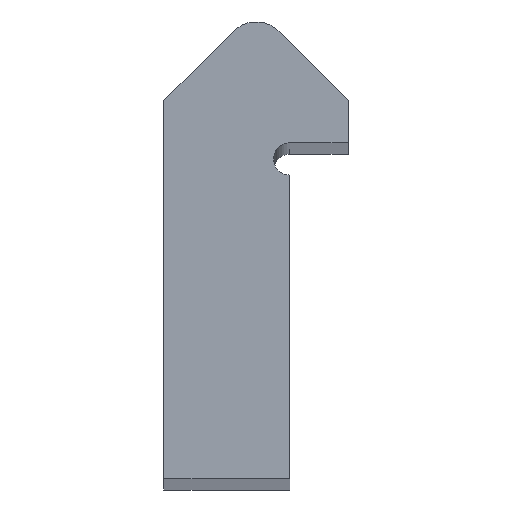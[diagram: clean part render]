
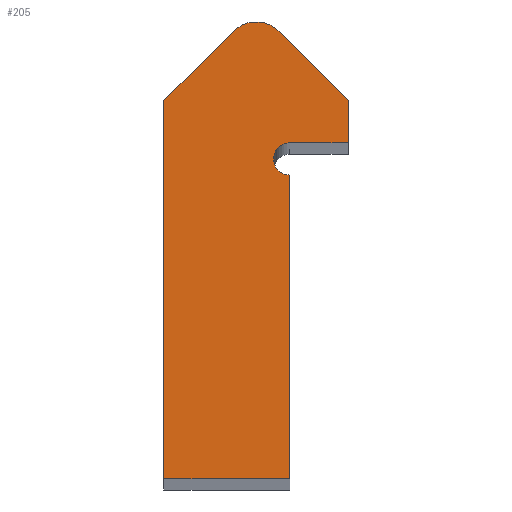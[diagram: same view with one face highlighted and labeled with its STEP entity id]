
A CAD part, top view. The second image highlights one B-rep face of the part: STEP entity #205.
In plain terms, the highlighted planar face has unit normal (0, 0, 1).
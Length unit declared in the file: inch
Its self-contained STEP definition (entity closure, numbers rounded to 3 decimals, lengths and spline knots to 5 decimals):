
#17=CIRCLE('',#214,0.06);
#20=CIRCLE('',#222,0.03);
#29=FACE_OUTER_BOUND('',#40,.T.);
#40=EDGE_LOOP('',(#165,#166,#167,#168,#169,#170,#171,#172,#173));
#45=LINE('',#286,#68);
#51=LINE('',#303,#74);
#59=LINE('',#320,#82);
#61=LINE('',#324,#84);
#63=LINE('',#330,#86);
#64=LINE('',#331,#87);
#65=LINE('',#332,#88);
#68=VECTOR('',#231,0.703);
#74=VECTOR('',#245,0.18183);
#82=VECTOR('',#259,0.234);
#84=VECTOR('',#263,0.565);
#86=VECTOR('',#269,0.109);
#87=VECTOR('',#270,0.079);
#88=VECTOR('',#271,0.18324);
#91=VERTEX_POINT('',#284);
#92=VERTEX_POINT('',#285);
#95=VERTEX_POINT('',#293);
#96=VERTEX_POINT('',#294);
#99=VERTEX_POINT('',#302);
#105=VERTEX_POINT('',#319);
#106=VERTEX_POINT('',#323);
#107=VERTEX_POINT('',#327);
#108=VERTEX_POINT('',#329);
#109=EDGE_CURVE('',#91,#92,#45,.T.);
#113=EDGE_CURVE('',#95,#96,#17,.T.);
#117=EDGE_CURVE('',#99,#95,#51,.T.);
#126=EDGE_CURVE('',#92,#105,#59,.T.);
#128=EDGE_CURVE('',#105,#106,#61,.T.);
#130=EDGE_CURVE('',#107,#106,#20,.T.);
#131=EDGE_CURVE('',#107,#108,#63,.T.);
#132=EDGE_CURVE('',#108,#99,#64,.T.);
#133=EDGE_CURVE('',#96,#91,#65,.T.);
#165=ORIENTED_EDGE('',*,*,#109,.T.);
#166=ORIENTED_EDGE('',*,*,#126,.T.);
#167=ORIENTED_EDGE('',*,*,#128,.T.);
#168=ORIENTED_EDGE('',*,*,#130,.F.);
#169=ORIENTED_EDGE('',*,*,#131,.T.);
#170=ORIENTED_EDGE('',*,*,#132,.T.);
#171=ORIENTED_EDGE('',*,*,#117,.T.);
#172=ORIENTED_EDGE('',*,*,#113,.T.);
#173=ORIENTED_EDGE('',*,*,#133,.T.);
#195=PLANE('',#221);
#205=ADVANCED_FACE('',(#29),#195,.T.);
#214=AXIS2_PLACEMENT_3D('',#295,#237,#238);
#221=AXIS2_PLACEMENT_3D('',#326,#265,#266);
#222=AXIS2_PLACEMENT_3D('',#328,#267,#268);
#231=DIRECTION('',(0.,-1.,0.));
#237=DIRECTION('center_axis',(0.,0.,1.));
#238=DIRECTION('ref_axis',(1.,0.,0.));
#245=DIRECTION('',(-0.707,0.707,0.));
#259=DIRECTION('',(1.,0.,0.));
#263=DIRECTION('',(0.,1.,0.));
#265=DIRECTION('center_axis',(0.,0.,1.));
#266=DIRECTION('ref_axis',(1.,0.,0.));
#267=DIRECTION('center_axis',(0.,0.,1.));
#268=DIRECTION('ref_axis',(1.,0.,0.));
#269=DIRECTION('',(1.,0.,0.));
#270=DIRECTION('',(0.,1.,0.));
#271=DIRECTION('',(-0.707,-0.707,0.));
#284=CARTESIAN_POINT('',(0.,0.703,0.));
#285=CARTESIAN_POINT('',(0.,0.,0.));
#286=CARTESIAN_POINT('',(0.,0.703,0.));
#293=CARTESIAN_POINT('',(0.21443,0.83257,0.));
#294=CARTESIAN_POINT('',(0.12957,0.83257,0.));
#295=CARTESIAN_POINT('Origin',(0.172,0.79015,0.));
#302=CARTESIAN_POINT('',(0.343,0.704,0.));
#303=CARTESIAN_POINT('',(0.343,0.704,0.));
#319=CARTESIAN_POINT('',(0.234,0.,0.));
#320=CARTESIAN_POINT('',(0.,0.,0.));
#323=CARTESIAN_POINT('',(0.234,0.565,0.));
#324=CARTESIAN_POINT('',(0.234,0.,0.));
#326=CARTESIAN_POINT('Origin',(0.234,0.595,0.));
#327=CARTESIAN_POINT('',(0.234,0.625,0.));
#328=CARTESIAN_POINT('Origin',(0.234,0.595,0.));
#329=CARTESIAN_POINT('',(0.343,0.625,0.));
#330=CARTESIAN_POINT('',(0.234,0.625,0.));
#331=CARTESIAN_POINT('',(0.343,0.625,0.));
#332=CARTESIAN_POINT('',(0.12957,0.83257,0.));
